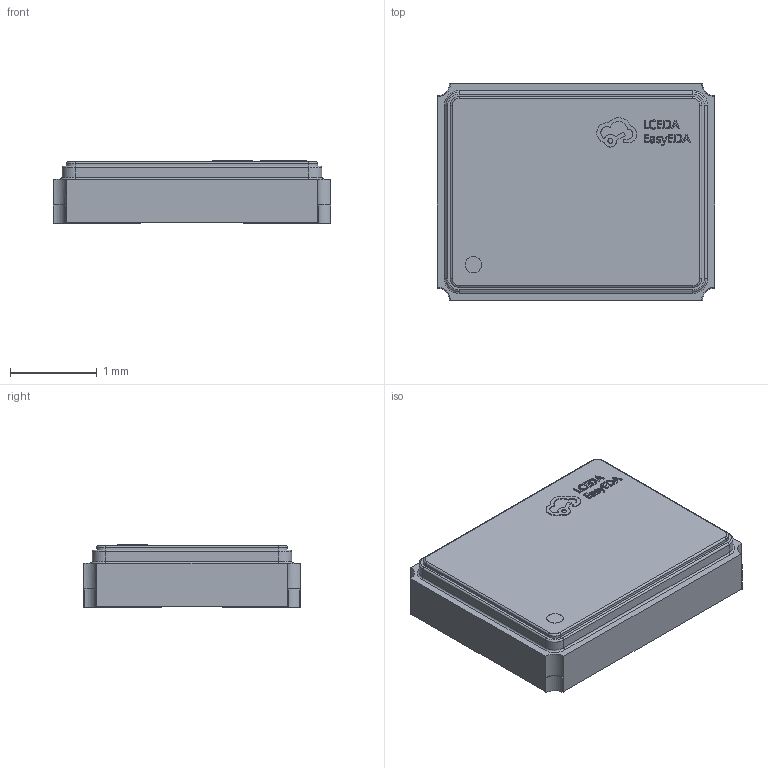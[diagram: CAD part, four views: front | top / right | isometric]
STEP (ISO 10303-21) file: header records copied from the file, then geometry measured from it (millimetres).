
FILE_DESCRIPTION(('Open CASCADE Model'),'2;1');
FILE_NAME('Open CASCADE Shape Model','2025-10-19T21:53:47',('Author'),( 'Open CASCADE'),'Open CASCADE STEP processor 7.9','Open CASCADE 7.9' ,'Unknown');
FILE_SCHEMA(('AUTOMOTIVE_DESIGN { 1 0 10303 214 1 1 1 1 }'));
Length unit declared in the file: millimetre
Products named in the file (1): SOLID
Bounding box: 3.2 x 2.5 x 0.72 mm (x, y, z)
Volume: 5.3 mm3; surface area: 23.5 mm2
Topology: 1 solids, 1 shells, 376 faces, 1011 edges, 666 vertices
Faces by surface type: bspline 376
Entity records: 14764 total; most frequent: CARTESIAN_POINT 5949, ORIENTED_EDGE 2022, EDGE_CURVE 1011, B_SPLINE_CURVE_WITH_KNOTS 931, VERTEX_POINT 666, FACE_BOUND 405, EDGE_LOOP 405, PRESENTATION_STYLE_ASSIGNMENT 377
